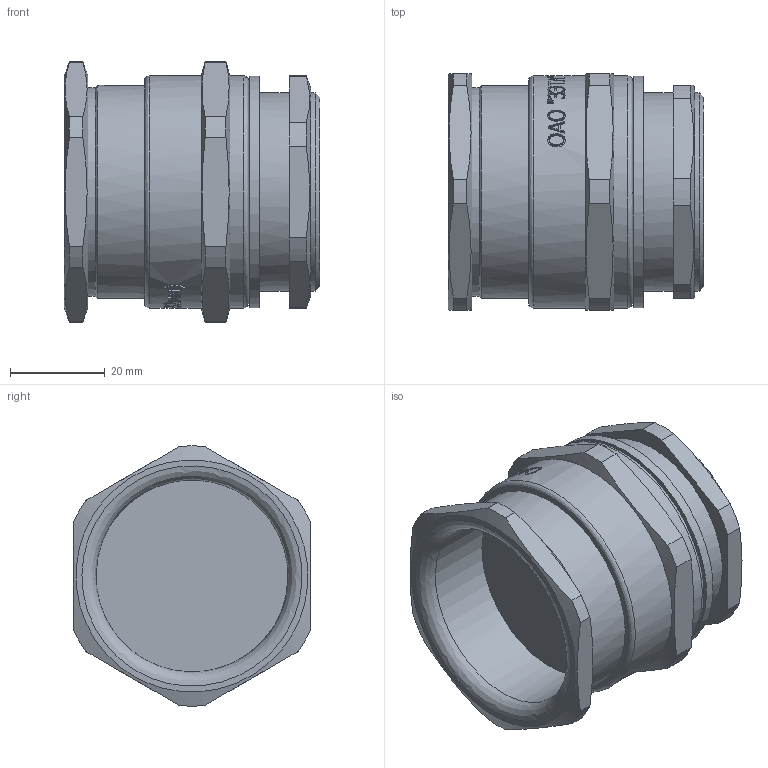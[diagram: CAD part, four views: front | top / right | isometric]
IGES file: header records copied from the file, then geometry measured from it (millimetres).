
Global section: file name: ВКВ G1.25 2432,22; native system: HAutodesk Inventor 2015; preprocessor: unknown; author: Борисов Е.В.,,11,0,; ; date: 20160917.152422; units: centimetre
Bounding box: 53.95 x 50 x 55 mm (x, y, z)
Volume: 61271.9 mm3; surface area: 18653.5 mm2
Topology: 1 solids, 1 shells, 509 faces, 1385 edges, 929 vertices
Faces by surface type: bspline 509
